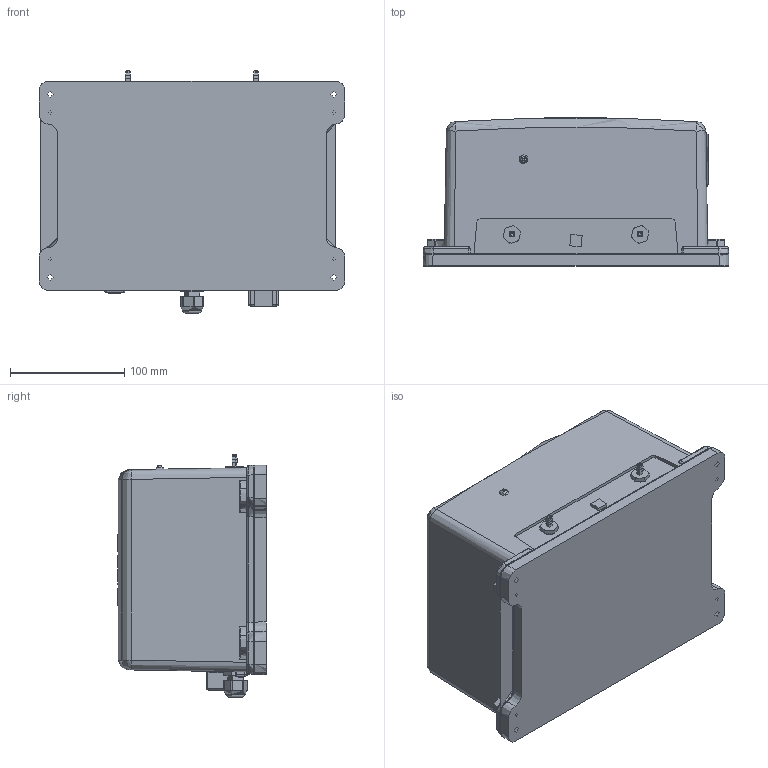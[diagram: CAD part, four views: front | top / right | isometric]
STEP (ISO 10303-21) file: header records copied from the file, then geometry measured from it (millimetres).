
FILE_DESCRIPTION(/* description */ ('STEP AP214'),/* implementation_level */ '2;1');
FILE_NAME(/* name */ 'Air Unit NMEA-2000 [ASM-01065].step',/* time_stamp */ '2025-11-11T13:40:37+02:00',/* author */ (''),/* organization */ (''),/* preprocessor_version */ 'ST-DEVELOPER v20.1',/* originating_system */ 'Autodesk Translation Framework v14.21.0.0',/* authorisation */ '');
FILE_SCHEMA (('AUTOMOTIVE_DESIGN { 1 0 10303 214 3 1 1 }'));
Products named in the file (1): ASM-01065
Bounding box: 267.18 x 129.5 x 212 mm (x, y, z)
Volume: 924401.2 mm3; surface area: 376173.5 mm2
Topology: 1 solids, 11 shells, 921 faces, 2417 edges, 1553 vertices
Faces by surface type: plane 366, cylinder 236, bspline 227, cone 63, sphere 15, torus 14
Full cylindrical faces by diameter (mm): 2.8 x2, 3.1 x1, 3.184 x4, 4 x5, 4.5 x4, 5.2 x6, 5.5 x2, 7 x4, 8 x3, 8.5 x2, 8.85 x1, 10.5 x4, 11 x1, 14 x3, 14.3 x1, 14.4 x2, 17.9 x1, 23.4 x1, 40 x2, 44.4 x1
Entity records: 44530 total; most frequent: CARTESIAN_POINT 23254, ORIENTED_EDGE 4786, DIRECTION 3869, EDGE_CURVE 2393, VERTEX_POINT 1553, AXIS2_PLACEMENT_3D 1396, LINE 1077, VECTOR 1077
